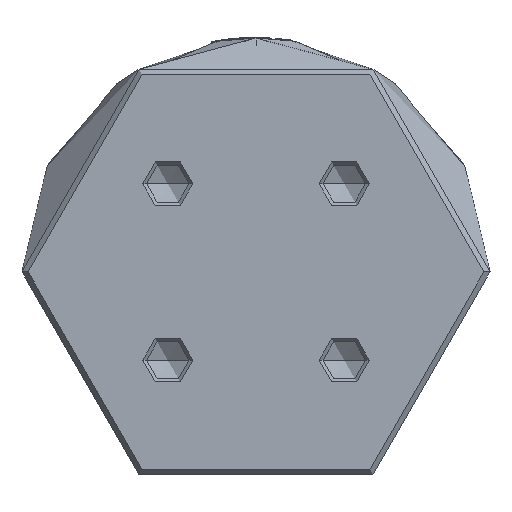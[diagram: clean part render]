
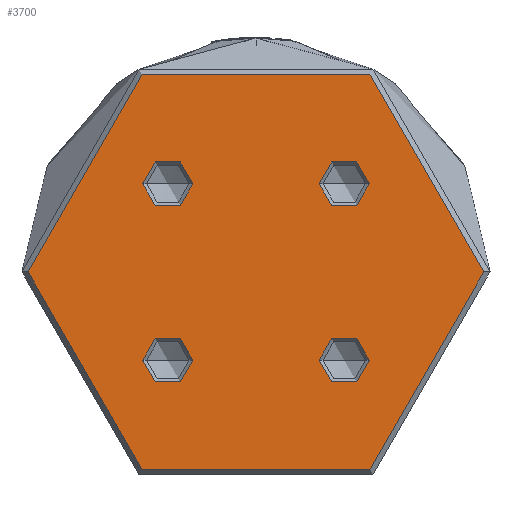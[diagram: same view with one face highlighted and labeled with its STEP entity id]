
A CAD part, front view. The second image highlights one B-rep face of the part: STEP entity #3700.
In plain terms, the highlighted face is planar.
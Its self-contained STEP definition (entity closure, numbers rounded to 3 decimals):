
#41 = CARTESIAN_POINT ( 'NONE',  ( 36.5, 0., 0. ) ) ;
#81 = EDGE_LOOP ( 'NONE', ( #4830, #4490 ) ) ;
#255 = EDGE_LOOP ( 'NONE', ( #2532, #2310 ) ) ;
#414 = VERTEX_POINT ( 'NONE', #5628 ) ;
#649 = CARTESIAN_POINT ( 'NONE',  ( 10.117, -14.142, 0. ) ) ;
#813 = CIRCLE ( 'NONE', #3574, 4.025 ) ;
#887 = ORIENTED_EDGE ( 'NONE', *, *, #6269, .F. ) ;
#1019 = VERTEX_POINT ( 'NONE', #6509 ) ;
#1093 = DIRECTION ( 'NONE',  ( 1., 0., 0. ) ) ;
#1118 = DIRECTION ( 'NONE',  ( 0., 0., 1. ) ) ;
#1140 = CARTESIAN_POINT ( 'NONE',  ( 0., 0., 0. ) ) ;
#1210 = CARTESIAN_POINT ( 'NONE',  ( 18.167, 14.142, 0. ) ) ;
#1276 = ORIENTED_EDGE ( 'NONE', *, *, #3416, .F. ) ;
#1294 = CARTESIAN_POINT ( 'NONE',  ( 10.117, 14.142, 0. ) ) ;
#1406 = CIRCLE ( 'NONE', #3761, 36.5 ) ;
#1464 = VERTEX_POINT ( 'NONE', #4155 ) ;
#1563 = DIRECTION ( 'NONE',  ( 1., 0., 0. ) ) ;
#1588 = DIRECTION ( 'NONE',  ( 0., 0., 1. ) ) ;
#1608 = CARTESIAN_POINT ( 'NONE',  ( -14.142, -14.142, 0. ) ) ;
#1740 = CIRCLE ( 'NONE', #3607, 4.025 ) ;
#1770 = VERTEX_POINT ( 'NONE', #6954 ) ;
#1842 = DIRECTION ( 'NONE',  ( 1., 0., 0. ) ) ;
#1888 = DIRECTION ( 'NONE',  ( 0., 0., 1. ) ) ;
#1909 = CARTESIAN_POINT ( 'NONE',  ( 0., 0., 0. ) ) ;
#2017 = CARTESIAN_POINT ( 'NONE',  ( -14.142, -14.142, 0. ) ) ;
#2099 = EDGE_CURVE ( 'NONE', #1019, #4922, #5350, .T. ) ;
#2310 = ORIENTED_EDGE ( 'NONE', *, *, #3597, .T. ) ;
#2333 = VERTEX_POINT ( 'NONE', #1210 ) ;
#2396 = EDGE_CURVE ( 'NONE', #4922, #1019, #3873, .T. ) ;
#2532 = ORIENTED_EDGE ( 'NONE', *, *, #3323, .T. ) ;
#2533 = DIRECTION ( 'NONE',  ( 1., 0., 0. ) ) ;
#2580 = CARTESIAN_POINT ( 'NONE',  ( 14.142, -14.142, 0. ) ) ;
#2595 = VERTEX_POINT ( 'NONE', #1294 ) ;
#2604 = DIRECTION ( 'NONE',  ( 0., 0., 1. ) ) ;
#2623 = DIRECTION ( 'NONE',  ( 1., 0., 0. ) ) ;
#2704 = ORIENTED_EDGE ( 'NONE', *, *, #6223, .F. ) ;
#2825 = AXIS2_PLACEMENT_3D ( 'NONE', #6667, #6541, #6517 ) ;
#2881 = CARTESIAN_POINT ( 'NONE',  ( -10.117, 14.142, 0. ) ) ;
#3022 = AXIS2_PLACEMENT_3D ( 'NONE', #1140, #1118, #1093 ) ;
#3067 = ORIENTED_EDGE ( 'NONE', *, *, #2099, .F. ) ;
#3113 = CARTESIAN_POINT ( 'NONE',  ( -14.142, 14.142, 0. ) ) ;
#3308 = AXIS2_PLACEMENT_3D ( 'NONE', #4346, #4321, #4296 ) ;
#3317 = CIRCLE ( 'NONE', #3308, 4.025 ) ;
#3323 = EDGE_CURVE ( 'NONE', #5808, #3636, #1406, .T. ) ;
#3336 = EDGE_CURVE ( 'NONE', #1770, #1464, #6493, .T. ) ;
#3404 = EDGE_CURVE ( 'NONE', #2333, #2595, #1740, .T. ) ;
#3416 = EDGE_CURVE ( 'NONE', #5300, #414, #813, .T. ) ;
#3492 = EDGE_CURVE ( 'NONE', #2595, #2333, #3317, .T. ) ;
#3574 = AXIS2_PLACEMENT_3D ( 'NONE', #6456, #6452, #6436 ) ;
#3597 = EDGE_CURVE ( 'NONE', #3636, #5808, #7050, .T. ) ;
#3607 = AXIS2_PLACEMENT_3D ( 'NONE', #6868, #6848, #6795 ) ;
#3636 = VERTEX_POINT ( 'NONE', #41 ) ;
#3680 = DIRECTION ( 'NONE',  ( 1., 0., 0. ) ) ;
#3686 = AXIS2_PLACEMENT_3D ( 'NONE', #1608, #1588, #1563 ) ;
#3700 = ADVANCED_FACE ( 'NONE', ( #6316, #6826, #6677, #6303, #6224 ), #6733, .F. ) ;
#3761 = AXIS2_PLACEMENT_3D ( 'NONE', #1909, #1888, #1842 ) ;
#3873 = CIRCLE ( 'NONE', #4782, 4.025 ) ;
#4155 = CARTESIAN_POINT ( 'NONE',  ( -18.167, -14.142, 0. ) ) ;
#4296 = DIRECTION ( 'NONE',  ( 1., 0., 0. ) ) ;
#4321 = DIRECTION ( 'NONE',  ( 0., 0., 1. ) ) ;
#4346 = CARTESIAN_POINT ( 'NONE',  ( 14.142, 14.142, 0. ) ) ;
#4490 = ORIENTED_EDGE ( 'NONE', *, *, #3492, .F. ) ;
#4673 = EDGE_LOOP ( 'NONE', ( #3067, #5368 ) ) ;
#4733 = DIRECTION ( 'NONE',  ( 0., 0., 1. ) ) ;
#4777 = DIRECTION ( 'NONE',  ( 1., 0., 0. ) ) ;
#4782 = AXIS2_PLACEMENT_3D ( 'NONE', #4995, #4733, #4777 ) ;
#4830 = ORIENTED_EDGE ( 'NONE', *, *, #3404, .F. ) ;
#4852 = ORIENTED_EDGE ( 'NONE', *, *, #3336, .F. ) ;
#4922 = VERTEX_POINT ( 'NONE', #649 ) ;
#4995 = CARTESIAN_POINT ( 'NONE',  ( 14.142, -14.142, 0. ) ) ;
#5023 = AXIS2_PLACEMENT_3D ( 'NONE', #2580, #2604, #2623 ) ;
#5300 = VERTEX_POINT ( 'NONE', #2881 ) ;
#5350 = CIRCLE ( 'NONE', #5023, 4.025 ) ;
#5368 = ORIENTED_EDGE ( 'NONE', *, *, #2396, .F. ) ;
#5628 = CARTESIAN_POINT ( 'NONE',  ( -18.167, 14.142, 0. ) ) ;
#5662 = CARTESIAN_POINT ( 'NONE',  ( -36.5, 0., 0. ) ) ;
#5808 = VERTEX_POINT ( 'NONE', #5662 ) ;
#5882 = DIRECTION ( 'NONE',  ( 0., 0., 1. ) ) ;
#6072 = CIRCLE ( 'NONE', #6577, 4.025 ) ;
#6223 = EDGE_CURVE ( 'NONE', #1464, #1770, #6781, .T. ) ;
#6224 = FACE_OUTER_BOUND ( 'NONE', #255, .T. ) ;
#6269 = EDGE_CURVE ( 'NONE', #414, #5300, #6072, .T. ) ;
#6303 = FACE_BOUND ( 'NONE', #6356, .T. ) ;
#6316 = FACE_BOUND ( 'NONE', #7061, .T. ) ;
#6356 = EDGE_LOOP ( 'NONE', ( #4852, #2704 ) ) ;
#6436 = DIRECTION ( 'NONE',  ( 1., 0., 0. ) ) ;
#6452 = DIRECTION ( 'NONE',  ( 0., 0., 1. ) ) ;
#6456 = CARTESIAN_POINT ( 'NONE',  ( -14.142, 14.142, 0. ) ) ;
#6493 = CIRCLE ( 'NONE', #3686, 4.025 ) ;
#6509 = CARTESIAN_POINT ( 'NONE',  ( 18.167, -14.142, 0. ) ) ;
#6517 = DIRECTION ( 'NONE',  ( -1., 0., 0. ) ) ;
#6541 = DIRECTION ( 'NONE',  ( 0., 0., -1. ) ) ;
#6577 = AXIS2_PLACEMENT_3D ( 'NONE', #3113, #6998, #3680 ) ;
#6667 = CARTESIAN_POINT ( 'NONE',  ( 0., 36.5, 0. ) ) ;
#6677 = FACE_BOUND ( 'NONE', #4673, .T. ) ;
#6733 = PLANE ( 'NONE',  #2825 ) ;
#6781 = CIRCLE ( 'NONE', #6924, 4.025 ) ;
#6795 = DIRECTION ( 'NONE',  ( 1., 0., 0. ) ) ;
#6826 = FACE_BOUND ( 'NONE', #81, .T. ) ;
#6848 = DIRECTION ( 'NONE',  ( 0., 0., 1. ) ) ;
#6868 = CARTESIAN_POINT ( 'NONE',  ( 14.142, 14.142, 0. ) ) ;
#6924 = AXIS2_PLACEMENT_3D ( 'NONE', #2017, #5882, #2533 ) ;
#6954 = CARTESIAN_POINT ( 'NONE',  ( -10.117, -14.142, 0. ) ) ;
#6998 = DIRECTION ( 'NONE',  ( 0., 0., 1. ) ) ;
#7050 = CIRCLE ( 'NONE', #3022, 36.5 ) ;
#7061 = EDGE_LOOP ( 'NONE', ( #1276, #887 ) ) ;
